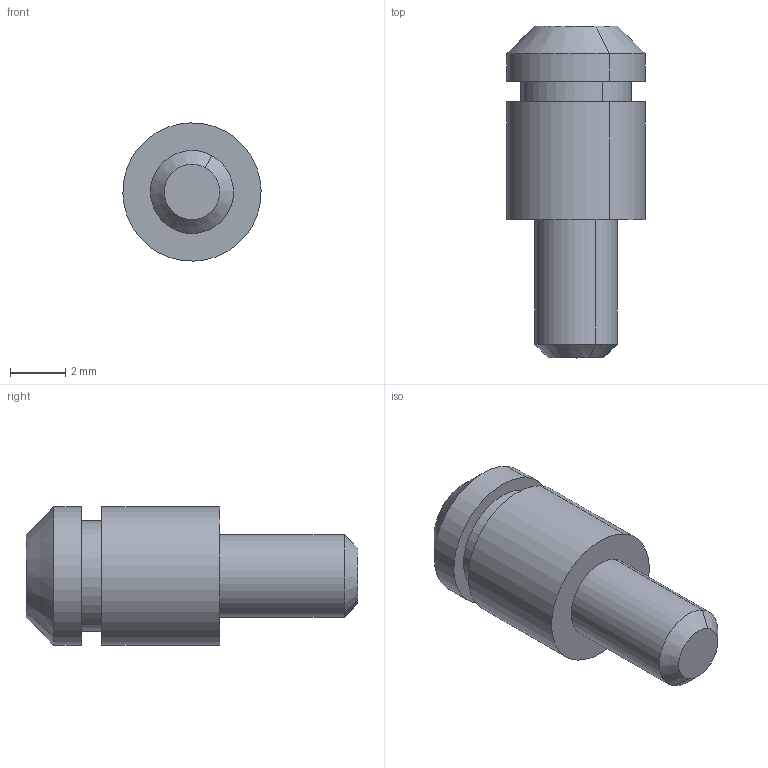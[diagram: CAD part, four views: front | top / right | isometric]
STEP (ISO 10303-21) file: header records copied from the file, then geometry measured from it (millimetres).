
FILE_DESCRIPTION(('CATIA V5 STEP Exchange'),'2;1');
FILE_NAME('28135797001_CMP_000_C.stp','2013-11-26T10:09:05+00:00',('none'),('none'),'CATIA Version 5 Release 20 SP 5 (IN-10)','CATIA V5 STEP AP214','none');
FILE_SCHEMA(('AUTOMOTIVE_DESIGN { 1 0 10303 214 1 1 1 1 }'));
Length unit declared in the file: millimetre
Products named in the file (1): 28135797001_CMP_000_C-'Federhalterstift'
Bounding box: 5 x 12 x 5 mm (x, y, z)
Volume: 159.7 mm3; surface area: 194.6 mm2
Topology: 1 solids, 1 shells, 17 faces, 32 edges, 20 vertices
Faces by surface type: cylinder 8, plane 5, cone 4
Entity records: 411 total; most frequent: CARTESIAN_POINT 65, ORIENTED_EDGE 64, DIRECTION 56, AXIS2_PLACEMENT_3D 33, EDGE_CURVE 32, CIRCLE 20, EDGE_LOOP 20, VERTEX_POINT 20
